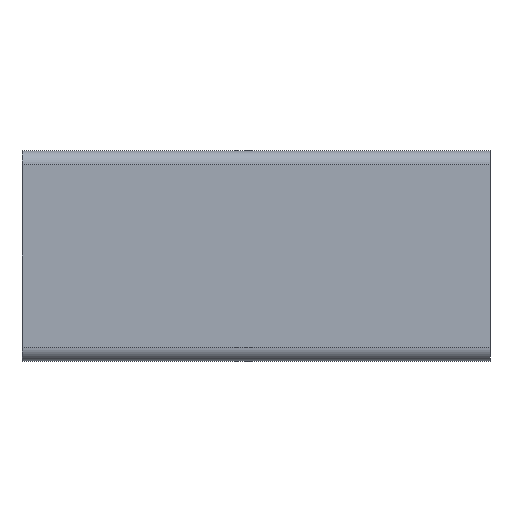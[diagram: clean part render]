
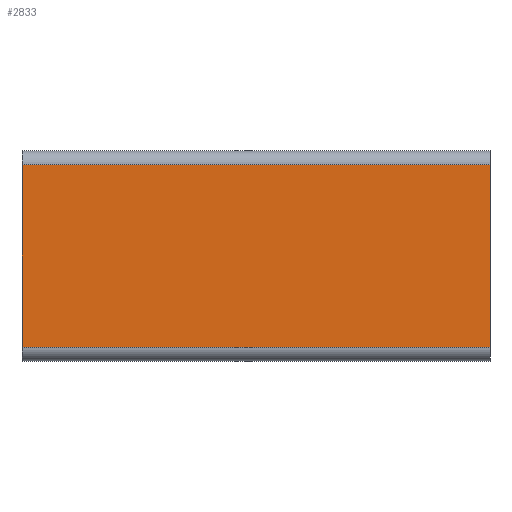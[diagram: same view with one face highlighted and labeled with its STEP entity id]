
A CAD part, front view. The second image highlights one B-rep face of the part: STEP entity #2833.
In plain terms, the highlighted planar face has unit normal (0, -1, 0).
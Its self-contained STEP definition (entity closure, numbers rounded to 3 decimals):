
#128 = ORIENTED_EDGE ( 'NONE', *, *, #2136, .T. ) ;
#428 = CARTESIAN_POINT ( 'NONE',  ( 59.184, 32.398, 19.5 ) ) ;
#647 = AXIS2_PLACEMENT_3D ( 'NONE', #428, #4124, #883 ) ;
#817 = VECTOR ( 'NONE', #2779, 1000. ) ;
#883 = DIRECTION ( 'NONE',  ( 0., 0., 1. ) ) ;
#964 = LINE ( 'NONE', #3254, #817 ) ;
#1075 = DIRECTION ( 'NONE',  ( 0., 0., -1. ) ) ;
#1273 = ORIENTED_EDGE ( 'NONE', *, *, #4410, .F. ) ;
#1500 = LINE ( 'NONE', #4494, #5399 ) ;
#1642 = DIRECTION ( 'NONE',  ( 0., 0., -1. ) ) ;
#1839 = ORIENTED_EDGE ( 'NONE', *, *, #1893, .F. ) ;
#1893 = EDGE_CURVE ( 'NONE', #4586, #5647, #4806, .T. ) ;
#2136 = EDGE_CURVE ( 'NONE', #4586, #3925, #1500, .T. ) ;
#2421 = CARTESIAN_POINT ( 'NONE',  ( -40.816, 32.398, 19.5 ) ) ;
#2665 = DIRECTION ( 'NONE',  ( -1., 0., 0. ) ) ;
#2779 = DIRECTION ( 'NONE',  ( -1., 0., 0. ) ) ;
#2833 = ADVANCED_FACE ( 'NONE', ( #4122 ), #3187, .F. ) ;
#2958 = CARTESIAN_POINT ( 'NONE',  ( -40.816, 32.398, -19.5 ) ) ;
#3068 = LINE ( 'NONE', #3097, #4091 ) ;
#3097 = CARTESIAN_POINT ( 'NONE',  ( -40.816, 32.398, 19.5 ) ) ;
#3187 = PLANE ( 'NONE',  #647 ) ;
#3254 = CARTESIAN_POINT ( 'NONE',  ( 59.184, 32.398, -19.5 ) ) ;
#3534 = VERTEX_POINT ( 'NONE', #2958 ) ;
#3906 = CARTESIAN_POINT ( 'NONE',  ( 59.184, 32.398, 19.5 ) ) ;
#3925 = VERTEX_POINT ( 'NONE', #2421 ) ;
#4049 = EDGE_LOOP ( 'NONE', ( #4457, #1273, #1839, #128 ) ) ;
#4091 = VECTOR ( 'NONE', #1642, 1000. ) ;
#4122 = FACE_OUTER_BOUND ( 'NONE', #4049, .T. ) ;
#4124 = DIRECTION ( 'NONE',  ( 0., 1., 0. ) ) ;
#4313 = CARTESIAN_POINT ( 'NONE',  ( 59.184, 32.398, 19.5 ) ) ;
#4410 = EDGE_CURVE ( 'NONE', #5647, #3534, #964, .T. ) ;
#4457 = ORIENTED_EDGE ( 'NONE', *, *, #5261, .T. ) ;
#4494 = CARTESIAN_POINT ( 'NONE',  ( 59.184, 32.398, 19.5 ) ) ;
#4586 = VERTEX_POINT ( 'NONE', #3906 ) ;
#4656 = VECTOR ( 'NONE', #1075, 1000. ) ;
#4806 = LINE ( 'NONE', #4313, #4656 ) ;
#5261 = EDGE_CURVE ( 'NONE', #3925, #3534, #3068, .T. ) ;
#5399 = VECTOR ( 'NONE', #2665, 1000. ) ;
#5647 = VERTEX_POINT ( 'NONE', #5756 ) ;
#5756 = CARTESIAN_POINT ( 'NONE',  ( 59.184, 32.398, -19.5 ) ) ;
